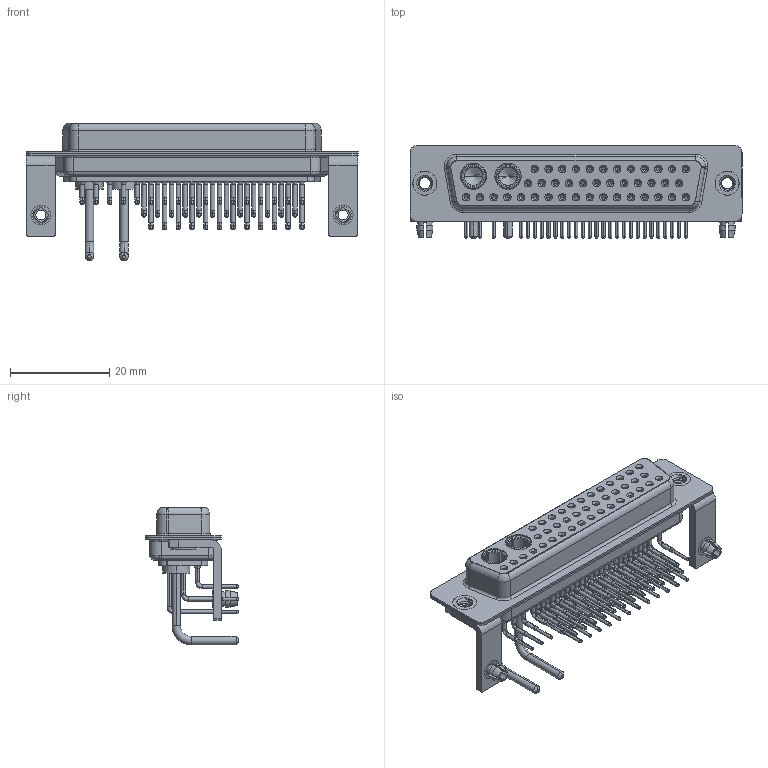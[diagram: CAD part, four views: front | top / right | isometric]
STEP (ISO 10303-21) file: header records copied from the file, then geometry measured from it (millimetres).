
FILE_DESCRIPTION (( 'STEP AP203' ), '1' );
FILE_NAME ('630-43W2250-1T3.STEP', '2022-06-09T19:43:21', ( '' ), ( '' ), 'SwSTEP 2.0', 'SolidWorks 2020', '' );
FILE_SCHEMA (( 'CONFIG_CONTROL_DESIGN' ));
Length unit declared in the file: millimetre
Products named in the file (11): 630Combo Contact Row 3; 630Combo Contact Row 1_50 Contacts; 630Combo Contact Row 2_50 Contacts; 630Combo Board Lock_50 Contacts; 630Combo Threaded Rivet_3; 630Combo Shell Front_50 Contacts; 630Combo Stabilizer Bracket_50 Contacts; 630Combo Housing_43W2; 630-43W2250-1T3; 630Combo Shell Rear_50 Contacts; Power Socket_Ext 10A RA 50
Assembly tree (52 placements, depth 2):
  630-43W2250-1T3
    630Combo Housing_43W2
    630Combo Shell Front_50 Contacts
    630Combo Shell Rear_50 Contacts
    630Combo Threaded Rivet_3  x2
    630Combo Stabilizer Bracket_50 Contacts  x2
    630Combo Board Lock_50 Contacts  x2
    Power Socket_Ext 10A RA 50  x2
    630Combo Contact Row 1_50 Contacts  x12
    630Combo Contact Row 2_50 Contacts  x12
    630Combo Contact Row 3  x17
Bounding box: 67 x 18.8 x 27.78 mm (x, y, z)
Volume: 7498.6 mm3; surface area: 16730.2 mm2
Topology: 54 solids, 54 shells, 2740 faces, 6982 edges, 4408 vertices
Faces by surface type: cylinder 1180, plane 808, cone 511, bspline 172, torus 69
Entity records: 34855 total; most frequent: CARTESIAN_POINT 7240, DIRECTION 5835, ORIENTED_EDGE 4900, EDGE_CURVE 2450, AXIS2_PLACEMENT_3D 2437, VERTEX_POINT 1570, CIRCLE 1350, EDGE_LOOP 1300
